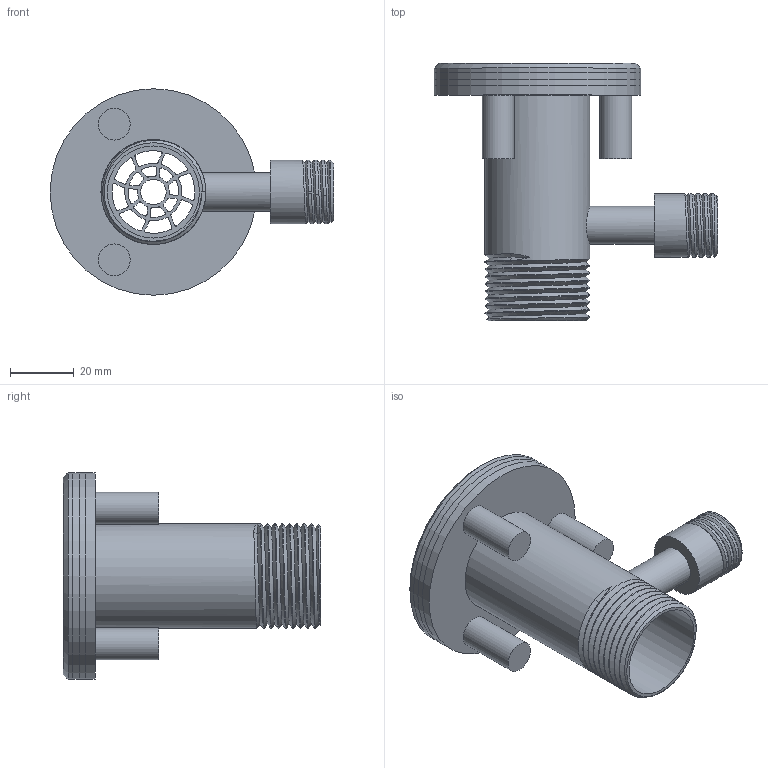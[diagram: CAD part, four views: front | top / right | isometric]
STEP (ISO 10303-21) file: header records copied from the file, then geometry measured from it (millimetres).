
FILE_DESCRIPTION(('STEP AP214'), '1');
FILE_NAME('Ð02-23.1 Ôîðñóíêà ãèäðîìàññàæíàÿ ìèíè', '2025-02-27T11:59:50', ('Runwill'), (''), 'C3D Converter', 'C3D Toolkit', '');
FILE_SCHEMA(('AUTOMOTIVE_DESIGN { 1 0 10303 214 3 1 1}'));
Length unit declared in the file: millimetre
Assembly tree (10 placements, depth 3):
  (unnamed)
    (unnamed)
      (unnamed)
      (unnamed)
      (unnamed)
    (unnamed)
    (unnamed)
    (unnamed)
    (unnamed)
    (unnamed)  x2
Bounding box: 89.3 x 81 x 65 mm (x, y, z)
Volume: 45838.3 mm3; surface area: 47892.9 mm2
Topology: 11 solids, 11 shells, 254 faces, 667 edges, 437 vertices
Faces by surface type: cylinder 178, plane 48, cone 18, torus 6, bspline 4
Full cylindrical faces by diameter (mm): 4.917 x3, 6 x3, 7.2 x9, 7.5 x3, 8 x1, 9.6 x1, 10 x3, 11.34 x3, 12 x1, 16 x1, 20 x1, 29 x1, 33 x4, 65 x4
Entity records: 14222 total; most frequent: CARTESIAN_POINT 7659, DIRECTION 1350, ORIENTED_EDGE 1140, AXIS2_PLACEMENT_3D 589, EDGE_CURVE 570, VERTEX_POINT 406, EDGE_LOOP 358, CIRCLE 345
